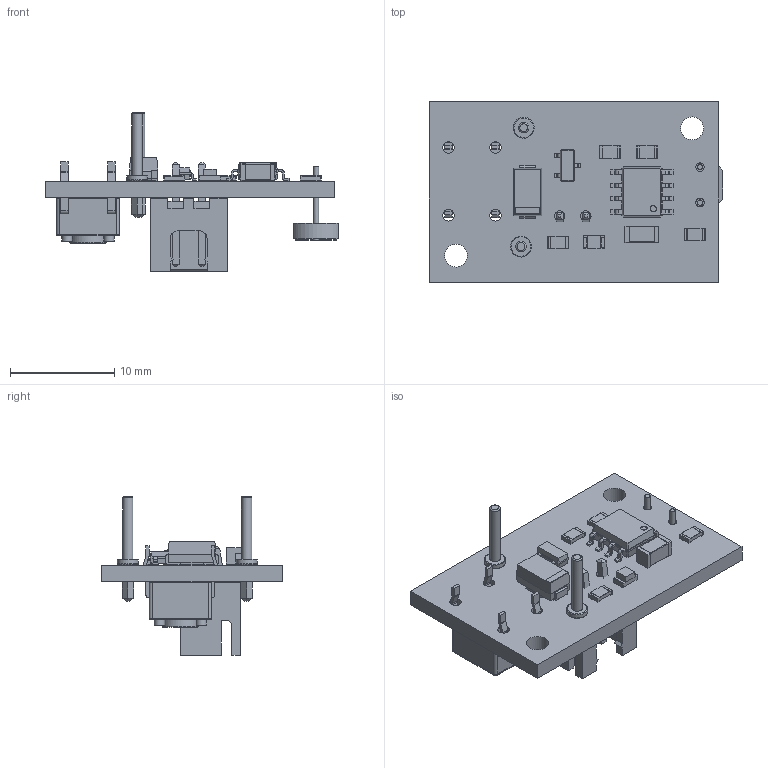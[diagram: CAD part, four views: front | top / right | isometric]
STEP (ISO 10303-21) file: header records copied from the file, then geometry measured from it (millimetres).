
FILE_DESCRIPTION(('KiCad electronic assembly'),'2;1');
FILE_NAME('main.step','2022-11-10T11:57:09',('Pcbnew'),('Kicad'), 'Open CASCADE STEP processor 7.6','KiCad to STEP converter','Unknown' );
FILE_SCHEMA(('AUTOMOTIVE_DESIGN { 1 0 10303 214 1 1 1 1 }'));
Length unit declared in the file: millimetre
Products named in the file (22): main 1; D_SMA; SOLID; SOIC-8_3.9x4.9mm_P1.27mm; R_0805_2012Metric; SOT-23; Pin_D1.0mm_L10.0mm; LED_0805_2012Metric; C_1206_3216Metric; SW_PUSH_6mm; JST_XH_B2B-XH-A_1x02_P2.50mm_Vertical; R_LDR_5.1x4.3mm_P3.4mm_Vertical; COMPOUND; main PCB
Assembly tree (25 placements, depth 3):
  main 1
    D_SMA
      SOLID
    SOIC-8_3.9x4.9mm_P1.27mm
      SOLID
    R_0805_2012Metric  x4
      SOLID
    SOT-23
      SOLID
    Pin_D1.0mm_L10.0mm  x2
      SOLID
    LED_0805_2012Metric
      SOLID
    C_1206_3216Metric
      SOLID
    SW_PUSH_6mm
      SOLID
    JST_XH_B2B-XH-A_1x02_P2.50mm_Vertical
      SOLID
    R_LDR_5.1x4.3mm_P3.4mm_Vertical
      COMPOUND
    main PCB
Bounding box: 28.06 x 17.27 x 15.2 mm (x, y, z)
Volume: 1159.3 mm3; surface area: 2128.7 mm2
Topology: 16 solids, 16 shells, 757 faces, 1938 edges, 1235 vertices
Faces by surface type: bspline 739, cylinder 12, plane 6
Full cylindrical faces by diameter (mm): 0.8 x2, 1 x4, 1.1 x4, 2.2 x2
Entity records: 43111 total; most frequent: CARTESIAN_POINT 16060, B_SPLINE_CURVE_WITH_KNOTS 4446, ORIENTED_EDGE 3404, PCURVE 3404, DEFINITIONAL_REPRESENTATION 3404, EDGE_CURVE 1702, SURFACE_CURVE 1674, VERTEX_POINT 1084
